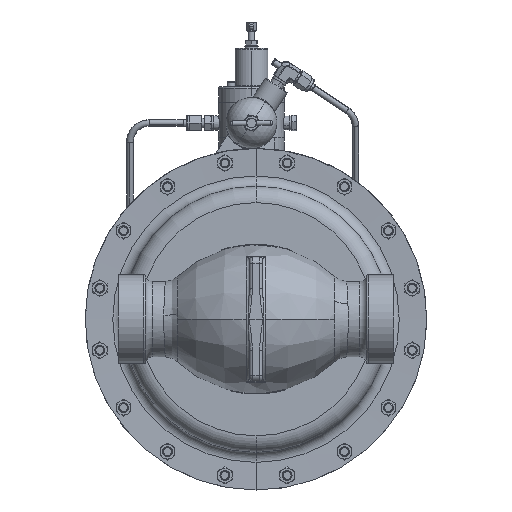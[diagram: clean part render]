
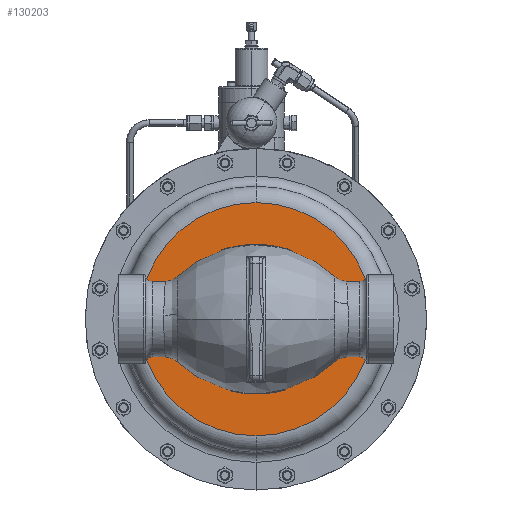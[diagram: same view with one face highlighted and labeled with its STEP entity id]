
A CAD part, front view. The second image highlights one B-rep face of the part: STEP entity #130203.
In plain terms, the highlighted planar face has unit normal (0, -1, 0).
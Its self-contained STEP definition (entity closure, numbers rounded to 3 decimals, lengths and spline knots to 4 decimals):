
#4517 = EDGE_CURVE ( 'NONE', #154511, #160827, #46355, .T. ) ;
#6253 = CARTESIAN_POINT ( 'NONE',  ( 0., 4.849, 0. ) ) ;
#16258 = CARTESIAN_POINT ( 'NONE',  ( -3.5, 4.849, 0. ) ) ;
#18428 = CIRCLE ( 'NONE', #197093, 4.4375 ) ;
#23019 = DIRECTION ( 'NONE',  ( 0., 0., -1. ) ) ;
#31145 = CARTESIAN_POINT ( 'NONE',  ( 0., 4.849, 0. ) ) ;
#33038 = DIRECTION ( 'NONE',  ( -1., 0., 0. ) ) ;
#34909 = VERTEX_POINT ( 'NONE', #160527 ) ;
#38650 = DIRECTION ( 'NONE',  ( 0., 0., 1. ) ) ;
#38969 = AXIS2_PLACEMENT_3D ( 'NONE', #84684, #201296, #101442 ) ;
#39537 = FACE_OUTER_BOUND ( 'NONE', #154976, .T. ) ;
#42283 = VERTEX_POINT ( 'NONE', #125059 ) ;
#46355 = CIRCLE ( 'NONE', #134982, 1.4375 ) ;
#47794 = ORIENTED_EDGE ( 'NONE', *, *, #165161, .T. ) ;
#48961 = EDGE_LOOP ( 'NONE', ( #47794, #69155 ) ) ;
#59596 = DIRECTION ( 'NONE',  ( 0., 1., 0. ) ) ;
#68764 = VERTEX_POINT ( 'NONE', #139248 ) ;
#68915 = AXIS2_PLACEMENT_3D ( 'NONE', #16258, #132931, #33038 ) ;
#69155 = ORIENTED_EDGE ( 'NONE', *, *, #109400, .T. ) ;
#74605 = CIRCLE ( 'NONE', #38969, 1.4375 ) ;
#84684 = CARTESIAN_POINT ( 'NONE',  ( 0., 4.849, 0. ) ) ;
#85200 = AXIS2_PLACEMENT_3D ( 'NONE', #121730, #171415, #38650 ) ;
#93925 = CARTESIAN_POINT ( 'NONE',  ( -3.5, 4.849, 0. ) ) ;
#94126 = EDGE_CURVE ( 'NONE', #153975, #68764, #18428, .T. ) ;
#100095 = AXIS2_PLACEMENT_3D ( 'NONE', #93925, #210535, #110604 ) ;
#101442 = DIRECTION ( 'NONE',  ( 0., 0., -1. ) ) ;
#106550 = CARTESIAN_POINT ( 'NONE',  ( 0., 4.849, 4.4375 ) ) ;
#107729 = CIRCLE ( 'NONE', #68915, 0.263 ) ;
#109346 = ORIENTED_EDGE ( 'NONE', *, *, #204870, .F. ) ;
#109400 = EDGE_CURVE ( 'NONE', #42283, #34909, #107729, .T. ) ;
#110604 = DIRECTION ( 'NONE',  ( -1., 0., 0. ) ) ;
#111308 = ORIENTED_EDGE ( 'NONE', *, *, #188849, .F. ) ;
#121730 = CARTESIAN_POINT ( 'NONE',  ( 0., 4.849, 0. ) ) ;
#122312 = CARTESIAN_POINT ( 'NONE',  ( 0., 4.849, -1.4375 ) ) ;
#122911 = DIRECTION ( 'NONE',  ( 0., 1., 0. ) ) ;
#123973 = DIRECTION ( 'NONE',  ( 0., 0., -1. ) ) ;
#125059 = CARTESIAN_POINT ( 'NONE',  ( -3.237, 4.849, 0. ) ) ;
#128245 = FACE_BOUND ( 'NONE', #133354, .T. ) ;
#130203 = ADVANCED_FACE ( 'NONE', ( #172666, #128245, #39537 ), #138486, .T. ) ;
#131621 = AXIS2_PLACEMENT_3D ( 'NONE', #6253, #122911, #23019 ) ;
#132931 = DIRECTION ( 'NONE',  ( 0., 1., 0. ) ) ;
#133354 = EDGE_LOOP ( 'NONE', ( #145910, #111308 ) ) ;
#134982 = AXIS2_PLACEMENT_3D ( 'NONE', #31145, #146357, #123973 ) ;
#138486 = PLANE ( 'NONE',  #85200 ) ;
#139248 = CARTESIAN_POINT ( 'NONE',  ( 0., 4.849, -4.4375 ) ) ;
#145910 = ORIENTED_EDGE ( 'NONE', *, *, #4517, .F. ) ;
#146357 = DIRECTION ( 'NONE',  ( 0., -1., 0. ) ) ;
#150626 = CIRCLE ( 'NONE', #131621, 4.4375 ) ;
#153975 = VERTEX_POINT ( 'NONE', #106550 ) ;
#154511 = VERTEX_POINT ( 'NONE', #122312 ) ;
#154976 = EDGE_LOOP ( 'NONE', ( #109346, #197671 ) ) ;
#159420 = CARTESIAN_POINT ( 'NONE',  ( 0., 4.849, 0. ) ) ;
#160527 = CARTESIAN_POINT ( 'NONE',  ( -3.763, 4.849, 0. ) ) ;
#160827 = VERTEX_POINT ( 'NONE', #190827 ) ;
#165161 = EDGE_CURVE ( 'NONE', #34909, #42283, #201808, .T. ) ;
#171415 = DIRECTION ( 'NONE',  ( 0., -1., 0. ) ) ;
#172666 = FACE_BOUND ( 'NONE', #48961, .T. ) ;
#176243 = DIRECTION ( 'NONE',  ( 0., 0., -1. ) ) ;
#188849 = EDGE_CURVE ( 'NONE', #160827, #154511, #74605, .T. ) ;
#190827 = CARTESIAN_POINT ( 'NONE',  ( 0., 4.849, 1.4375 ) ) ;
#197093 = AXIS2_PLACEMENT_3D ( 'NONE', #159420, #59596, #176243 ) ;
#197671 = ORIENTED_EDGE ( 'NONE', *, *, #94126, .F. ) ;
#201296 = DIRECTION ( 'NONE',  ( 0., -1., 0. ) ) ;
#201808 = CIRCLE ( 'NONE', #100095, 0.263 ) ;
#204870 = EDGE_CURVE ( 'NONE', #68764, #153975, #150626, .T. ) ;
#210535 = DIRECTION ( 'NONE',  ( 0., 1., 0. ) ) ;
